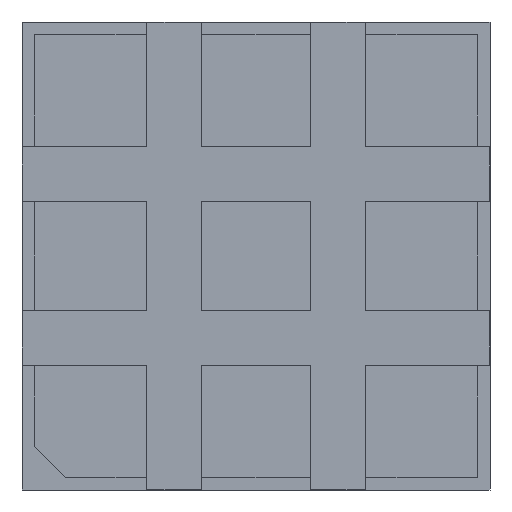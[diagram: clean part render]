
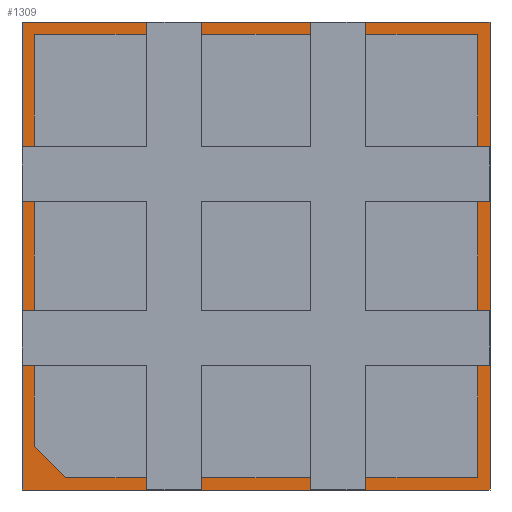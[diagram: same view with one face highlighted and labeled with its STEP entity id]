
A CAD part, front view. The second image highlights one B-rep face of the part: STEP entity #1309.
In plain terms, the highlighted planar face has unit normal (0, -1, 0).
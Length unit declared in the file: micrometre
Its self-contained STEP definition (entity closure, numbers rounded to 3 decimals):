
#174 = CARTESIAN_POINT ( 'NONE',  ( -1500., 0., -1500. ) ) ;
#750 = EDGE_CURVE ( 'NONE', #6822, #6179, #2897, .T. ) ;
#997 = CARTESIAN_POINT ( 'NONE',  ( 1500., 0., 1500. ) ) ;
#1067 = LINE ( 'NONE', #174, #7311 ) ;
#1118 = CARTESIAN_POINT ( 'NONE',  ( -1500., 0., -1500. ) ) ;
#1309 = ADVANCED_FACE ( 'NONE', ( #3726 ), #2333, .T. ) ;
#1978 = CARTESIAN_POINT ( 'NONE',  ( 1500., 0., 1500. ) ) ;
#2333 = PLANE ( 'NONE',  #3268 ) ;
#2335 = DIRECTION ( 'NONE',  ( -1., 0., 0. ) ) ;
#2725 = ORIENTED_EDGE ( 'NONE', *, *, #6688, .F. ) ;
#2880 = ORIENTED_EDGE ( 'NONE', *, *, #750, .F. ) ;
#2897 = LINE ( 'NONE', #6440, #3863 ) ;
#3268 = AXIS2_PLACEMENT_3D ( 'NONE', #5916, #5823, #8813 ) ;
#3726 = FACE_OUTER_BOUND ( 'NONE', #7688, .T. ) ;
#3863 = VECTOR ( 'NONE', #4194, 1000000. ) ;
#4194 = DIRECTION ( 'NONE',  ( 1., 0., 0. ) ) ;
#4676 = CARTESIAN_POINT ( 'NONE',  ( 1500., 0., -1500. ) ) ;
#4737 = CARTESIAN_POINT ( 'NONE',  ( -1500., 0., 1500. ) ) ;
#4772 = VERTEX_POINT ( 'NONE', #1118 ) ;
#4904 = VECTOR ( 'NONE', #9109, 1000000. ) ;
#4951 = LINE ( 'NONE', #1978, #4904 ) ;
#5156 = ORIENTED_EDGE ( 'NONE', *, *, #6700, .F. ) ;
#5823 = DIRECTION ( 'NONE',  ( 0., -1., 0. ) ) ;
#5916 = CARTESIAN_POINT ( 'NONE',  ( 0., 0., 0. ) ) ;
#6022 = CARTESIAN_POINT ( 'NONE',  ( -1500., 0., 1500. ) ) ;
#6179 = VERTEX_POINT ( 'NONE', #997 ) ;
#6295 = EDGE_CURVE ( 'NONE', #6179, #7485, #4951, .T. ) ;
#6440 = CARTESIAN_POINT ( 'NONE',  ( -1500., 0., 1500. ) ) ;
#6676 = DIRECTION ( 'NONE',  ( 0., 0., 1. ) ) ;
#6688 = EDGE_CURVE ( 'NONE', #7485, #4772, #1067, .T. ) ;
#6700 = EDGE_CURVE ( 'NONE', #4772, #6822, #7469, .T. ) ;
#6822 = VERTEX_POINT ( 'NONE', #4737 ) ;
#7311 = VECTOR ( 'NONE', #2335, 1000000. ) ;
#7469 = LINE ( 'NONE', #6022, #7470 ) ;
#7470 = VECTOR ( 'NONE', #6676, 1000000. ) ;
#7485 = VERTEX_POINT ( 'NONE', #4676 ) ;
#7688 = EDGE_LOOP ( 'NONE', ( #8966, #2880, #5156, #2725 ) ) ;
#8813 = DIRECTION ( 'NONE',  ( 0., 0., -1. ) ) ;
#8966 = ORIENTED_EDGE ( 'NONE', *, *, #6295, .F. ) ;
#9109 = DIRECTION ( 'NONE',  ( 0., 0., -1. ) ) ;
